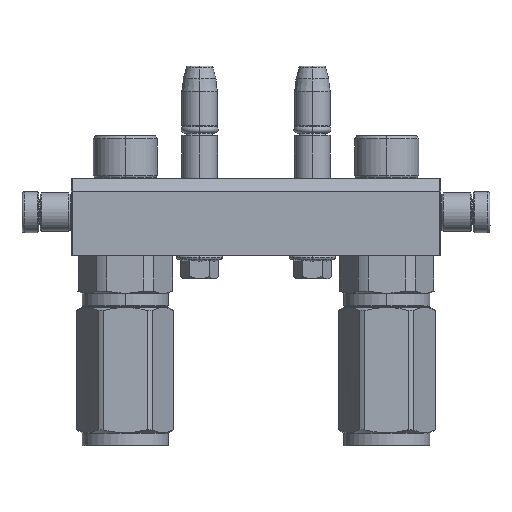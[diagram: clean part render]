
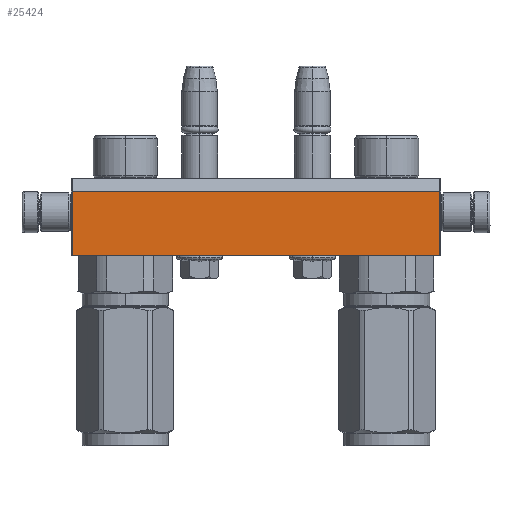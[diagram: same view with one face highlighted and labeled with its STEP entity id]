
A CAD part, left-side view. The second image highlights one B-rep face of the part: STEP entity #25424.
In plain terms, the highlighted face is planar.
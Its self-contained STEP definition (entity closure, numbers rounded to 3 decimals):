
#2703 = CARTESIAN_POINT ( 'NONE',  ( 143.5, 5., -90. ) ) ;
#6188 = CARTESIAN_POINT ( 'NONE',  ( 144., 0., -90. ) ) ;
#9010 = ORIENTED_EDGE ( 'NONE', *, *, #36671, .F. ) ;
#10201 = CARTESIAN_POINT ( 'NONE',  ( 143.5, 5., -90. ) ) ;
#11031 = EDGE_LOOP ( 'NONE', ( #37875, #9010, #13603, #42510 ) ) ;
#12023 = DIRECTION ( 'NONE',  ( 0., 1., 0. ) ) ;
#12636 = AXIS2_PLACEMENT_3D ( 'NONE', #6188, #28421, #46295 ) ;
#13603 = ORIENTED_EDGE ( 'NONE', *, *, #36417, .T. ) ;
#15379 = EDGE_CURVE ( 'NONE', #34832, #57400, #26813, .T. ) ;
#19887 = FACE_OUTER_BOUND ( 'NONE', #11031, .T. ) ;
#23103 = CARTESIAN_POINT ( 'NONE',  ( 143.5, 5., -90. ) ) ;
#24015 = CARTESIAN_POINT ( 'NONE',  ( 0.5, 30., -90. ) ) ;
#25424 = ADVANCED_FACE ( 'NONE', ( #19887 ), #28218, .T. ) ;
#26030 = CARTESIAN_POINT ( 'NONE',  ( 0.5, 5., -90. ) ) ;
#26580 = CARTESIAN_POINT ( 'NONE',  ( 143.5, 30., -90. ) ) ;
#26813 = LINE ( 'NONE', #26030, #30969 ) ;
#26940 = VECTOR ( 'NONE', #50045, 1000. ) ;
#28218 = PLANE ( 'NONE',  #12636 ) ;
#28333 = VECTOR ( 'NONE', #47108, 1000. ) ;
#28421 = DIRECTION ( 'NONE',  ( 0., 0., -1. ) ) ;
#30141 = LINE ( 'NONE', #26580, #57216 ) ;
#30969 = VECTOR ( 'NONE', #12023, 1000. ) ;
#31222 = DIRECTION ( 'NONE',  ( -1., 0., 0. ) ) ;
#33203 = VERTEX_POINT ( 'NONE', #23103 ) ;
#34832 = VERTEX_POINT ( 'NONE', #48292 ) ;
#35314 = VERTEX_POINT ( 'NONE', #40086 ) ;
#36417 = EDGE_CURVE ( 'NONE', #33203, #34832, #38007, .T. ) ;
#36671 = EDGE_CURVE ( 'NONE', #33203, #35314, #50543, .T. ) ;
#37875 = ORIENTED_EDGE ( 'NONE', *, *, #52217, .F. ) ;
#38007 = LINE ( 'NONE', #10201, #26940 ) ;
#40086 = CARTESIAN_POINT ( 'NONE',  ( 143.5, 30., -90. ) ) ;
#42510 = ORIENTED_EDGE ( 'NONE', *, *, #15379, .T. ) ;
#46295 = DIRECTION ( 'NONE',  ( -1., 0., 0. ) ) ;
#47108 = DIRECTION ( 'NONE',  ( 0., 1., 0. ) ) ;
#48292 = CARTESIAN_POINT ( 'NONE',  ( 0.5, 5., -90. ) ) ;
#50045 = DIRECTION ( 'NONE',  ( -1., 0., 0. ) ) ;
#50543 = LINE ( 'NONE', #2703, #28333 ) ;
#52217 = EDGE_CURVE ( 'NONE', #35314, #57400, #30141, .T. ) ;
#57216 = VECTOR ( 'NONE', #31222, 1000. ) ;
#57400 = VERTEX_POINT ( 'NONE', #24015 ) ;
